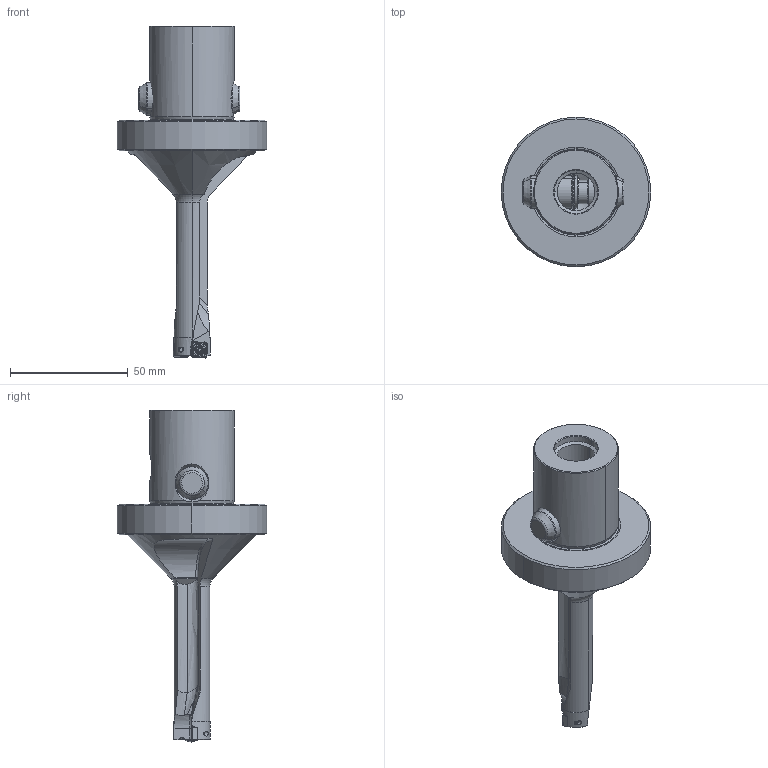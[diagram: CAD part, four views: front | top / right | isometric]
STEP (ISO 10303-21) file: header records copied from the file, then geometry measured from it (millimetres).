
FILE_DESCRIPTION(('no description'),'unknown implementation level');
FILE_NAME('CF0FE0D3-F4EE-42AB-9929-B39138DEFD76_export.stp',' ',('CIMSOURCE GmbH'),('CADClick - KiM GmbH - www.kimweb.de'),'unknown preprocess','ACIS','unknown authorization');
FILE_SCHEMA(('automotive_design'));
Length unit declared in the file: millimetre
Products named in the file (9): 337.416 Kaiser WB 16-64 X CKS6|694.123 Kaiser ETL M2,5 X 5,8 T7 IP 10S_Standard;NONE; 337.416 Kaiser WB 16-64 X CKS6|337.416 Kaiser WB 16-64 X CKS6_437.416-4;NONE; 337.416 Kaiser WB 16-64 X CKS6|337.416 Kaiser WB 16-64 X CKS6_437.416-3;NONE; 337.416 Kaiser WB 16-64 X CKS6|337.416 Kaiser WB 16-64 X CKS6_437.416-2;NONE; 337.416 Kaiser WB 16-64 X CKS6|337.416 Kaiser WB 16-64 X CKS6_437.416-1;NONE; 337.416 Kaiser WB 16-64 X CKS6|337.416 Kaiser WB 16-64 X CKS6_437.416;NONE; 337.416 Kaiser WB 16-64 X CKS6|691.506 Kaiser ETL D14 X 43K_Standard|693.305 Sprengring_Standard;NONE; 337.416 Kaiser WB 16-64 X CKS6|691.506 Kaiser ETL D14 X 43K_Standard|691.526 Mitnehmerbolzen_Standard;NONE
Bounding box: 63.5 x 63.5 x 141 mm (x, y, z)
Volume: 97151.3 mm3; surface area: 24738.8 mm2
Topology: 9 solids, 9 shells, 490 faces, 1225 edges, 752 vertices
Faces by surface type: cylinder 201, plane 160, torus 60, cone 60, bspline 9
Entity records: 30627 total; most frequent: CARTESIAN_POINT 5304, STYLED_ITEM 2473, PRESENTATION_STYLE_ASSIGNMENT 2473, COLOUR_RGB 2473, ORIENTED_EDGE 2444, DIRECTION 2366, EDGE_CURVE 1222, CURVE_STYLE 1222
